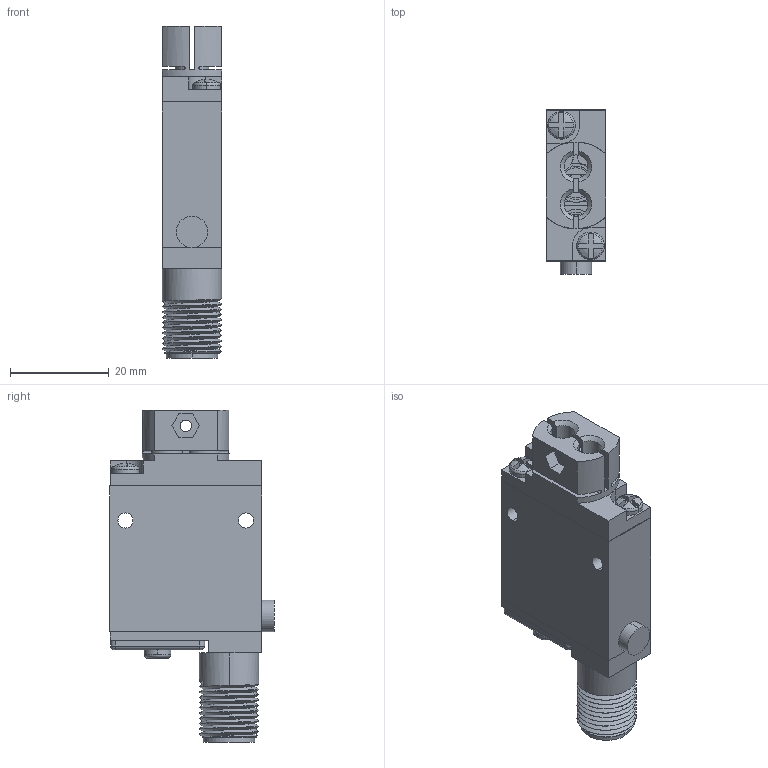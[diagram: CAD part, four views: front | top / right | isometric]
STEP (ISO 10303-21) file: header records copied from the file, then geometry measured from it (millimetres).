
FILE_DESCRIPTION((''),'2;1');
FILE_NAME('188669_ASM','2015-10-07T',('pdmadmin'),(''),'PRO/ENGINEER BY PARAMETRIC TECHNOLOGY CORPORATION, 2013230','PRO/ENGINEER BY PARAMETRIC TECHNOLOGY CORPORATION, 2013230','');
FILE_SCHEMA(('CONFIG_CONTROL_DESIGN'));
Length unit declared in the file: inch
Products named in the file (12): 13368; 13359; 08389; 14373; 15747; 08427; 35449_ASM; 12777; 12802; 12881; 49802_ASM; 188669_ASM
Assembly tree (12 placements, depth 3):
  188669_ASM
    13368
    13359
    08389  x2
    35449_ASM
      14373
      15747
      08427
    49802_ASM
      12777
      12802
      12881
Bounding box: 11.99 x 33.27 x 67.17 mm (x, y, z)
Volume: 7990.9 mm3; surface area: 14861.2 mm2
Topology: 10 solids, 12 shells, 1000 faces, 2684 edges, 1764 vertices
Faces by surface type: plane 659, cylinder 248, bspline 34, torus 25, cone 22, sphere 8, extrusion 4
Entity records: 36600 total; most frequent: CARTESIAN_POINT 11713, ORIENTED_EDGE 5232, DIRECTION 4920, EDGE_CURVE 2620, VECTOR 1936, LINE 1932, VERTEX_POINT 1722, AXIS2_PLACEMENT_3D 1492
